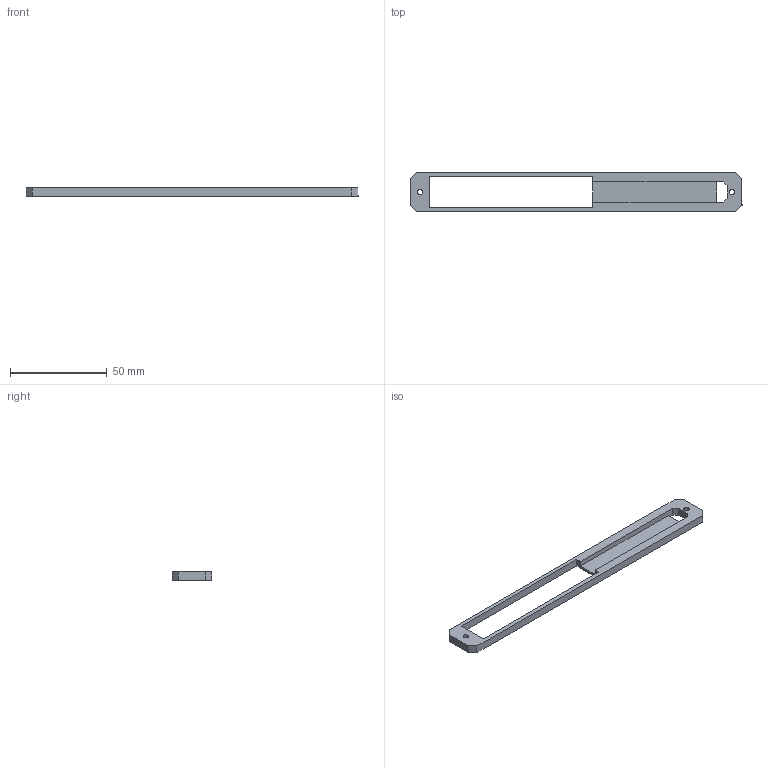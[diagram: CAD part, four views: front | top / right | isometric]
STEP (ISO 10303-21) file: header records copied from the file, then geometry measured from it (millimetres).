
FILE_DESCRIPTION(/* description */ (''),/* implementation_level */ '2;1');
FILE_NAME(/* name */ 'Short.step',/* time_stamp */ '2022-10-15T07:41:26-05:00',/* author */ (''),/* organization */ (''),/* preprocessor_version */ 'ST-DEVELOPER v19',/* originating_system */ 'Autodesk Translation Framework v11.7.0.108',/* authorisation */ '');
FILE_SCHEMA (('AUTOMOTIVE_DESIGN { 1 0 10303 214 3 1 1 }'));
Length unit declared in the file: millimetre
Products named in the file (1): Short
Bounding box: 171.39 x 20.4 x 4.2 mm (x, y, z)
Volume: 6700.8 mm3; surface area: 7016.2 mm2
Topology: 1 solids, 1 shells, 27 faces, 76 edges, 50 vertices
Faces by surface type: plane 25, cylinder 2
Full cylindrical faces by diameter (mm): 2.8 x2
Entity records: 907 total; most frequent: CARTESIAN_POINT 154, ORIENTED_EDGE 152, DIRECTION 136, EDGE_CURVE 76, LINE 72, VECTOR 72, VERTEX_POINT 50, EDGE_LOOP 34
